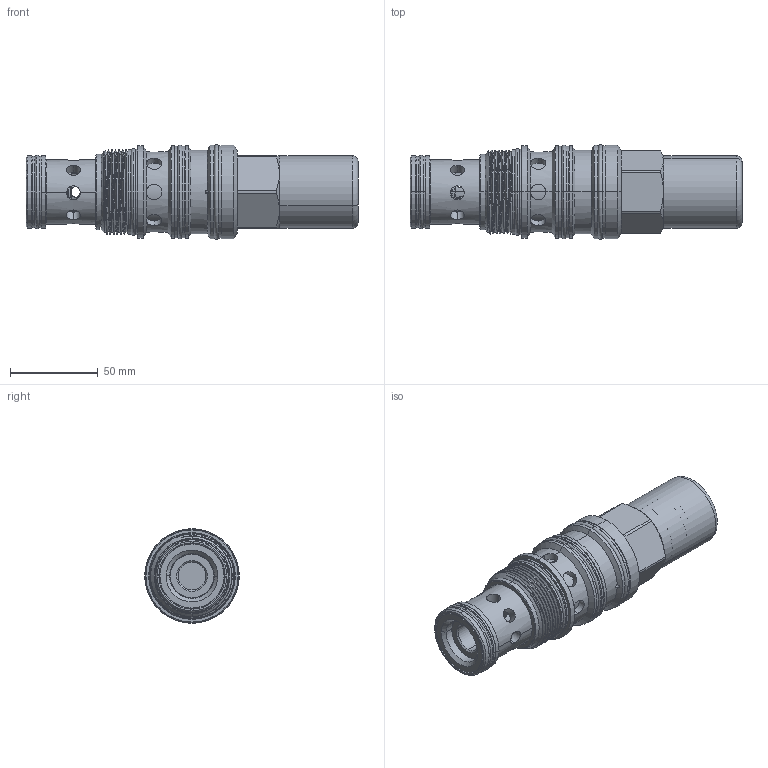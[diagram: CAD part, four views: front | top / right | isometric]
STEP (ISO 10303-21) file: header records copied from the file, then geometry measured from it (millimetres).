
FILE_DESCRIPTION (( 'STEP AP203' ), '1' );
FILE_NAME ('PW24A40(43)(45)-C.STEP', '2020-03-23T06:31:19', ( '' ), ( '' ), 'SwSTEP 2.0', 'SolidWorks 2018', '' );
FILE_SCHEMA (( 'CONFIG_CONTROL_DESIGN' ));
Length unit declared in the file: millimetre
Products named in the file (1): PW24A40(43)(45)-C
Bounding box: 188.88 x 53.84 x 53.84 mm (x, y, z)
Volume: 246130.9 mm3; surface area: 64072.7 mm2
Topology: 9 solids, 20 shells, 494 faces, 1216 edges, 754 vertices
Faces by surface type: cylinder 291, plane 99, cone 49, torus 46, bspline 9
Entity records: 25737 total; most frequent: CARTESIAN_POINT 14261, ORIENTED_EDGE 2428, DIRECTION 2355, EDGE_CURVE 1214, AXIS2_PLACEMENT_3D 1003, VERTEX_POINT 754, EDGE_LOOP 568, CIRCLE 517
